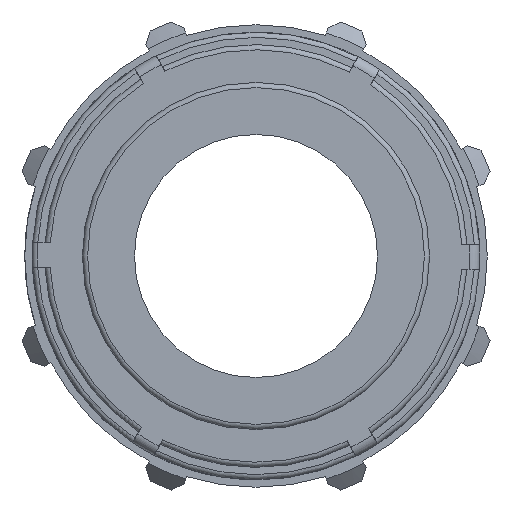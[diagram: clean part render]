
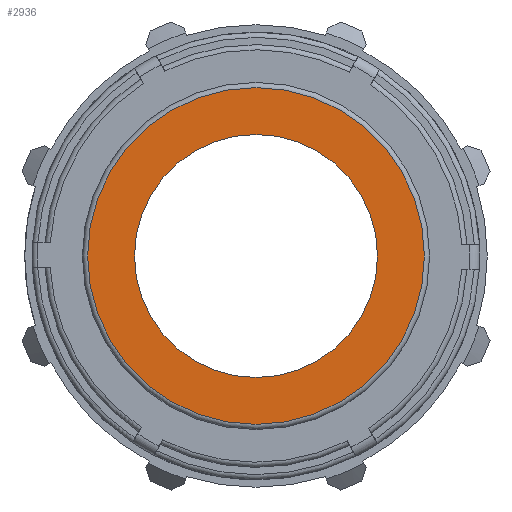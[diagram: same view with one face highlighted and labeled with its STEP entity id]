
A CAD part, left-side view. The second image highlights one B-rep face of the part: STEP entity #2936.
In plain terms, the highlighted planar face has unit normal (-1, 0, 0).
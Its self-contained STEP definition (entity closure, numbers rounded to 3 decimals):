
#66=FACE_BOUND('',#842,.T.);
#550=PLANE('',#3203);
#679=FACE_OUTER_BOUND('',#841,.T.);
#841=EDGE_LOOP('',(#2414));
#842=EDGE_LOOP('',(#2415));
#1009=CIRCLE('',#3201,32.5);
#1011=CIRCLE('',#3204,23.45);
#1347=VERTEX_POINT('',#5338);
#1349=VERTEX_POINT('',#5343);
#1733=EDGE_CURVE('',#1347,#1347,#1009,.T.);
#1735=EDGE_CURVE('',#1349,#1349,#1011,.T.);
#2414=ORIENTED_EDGE('',*,*,#1733,.F.);
#2415=ORIENTED_EDGE('',*,*,#1735,.T.);
#2936=ADVANCED_FACE('',(#679,#66),#550,.T.);
#3201=AXIS2_PLACEMENT_3D('',#5339,#3868,#3869);
#3203=AXIS2_PLACEMENT_3D('',#5342,#3872,#3873);
#3204=AXIS2_PLACEMENT_3D('',#5344,#3874,#3875);
#3868=DIRECTION('center_axis',(1.,0.,0.));
#3869=DIRECTION('ref_axis',(0.,-1.,0.));
#3872=DIRECTION('center_axis',(-1.,0.,0.));
#3873=DIRECTION('ref_axis',(0.,0.,1.));
#3874=DIRECTION('center_axis',(1.,0.,0.));
#3875=DIRECTION('ref_axis',(0.,0.,-1.));
#5338=CARTESIAN_POINT('',(0.,32.5,0.));
#5339=CARTESIAN_POINT('Origin',(0.,0.,0.));
#5342=CARTESIAN_POINT('Origin',(0.,33.5,0.));
#5343=CARTESIAN_POINT('',(0.,23.45,0.));
#5344=CARTESIAN_POINT('Origin',(0.,0.,0.));
